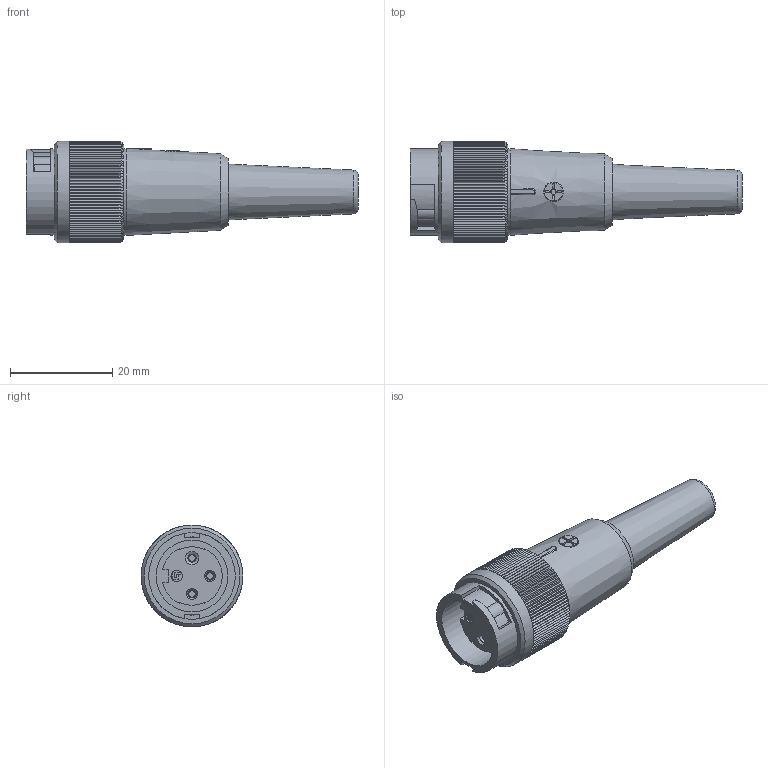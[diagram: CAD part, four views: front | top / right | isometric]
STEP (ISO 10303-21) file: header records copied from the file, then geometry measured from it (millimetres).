
FILE_DESCRIPTION(/* description */ (''),/* implementation_level */ '2;1');
FILE_NAME(/* name */ '99-0606-00-03_bg.stp',/* time_stamp */ '2010-08-02T11:33:43+02:00',/* author */ (''),/* organization */ (''),/* preprocessor_version */ 'ST-DEVELOPER v11',/* originating_system */ 'UGS - NX 5.0',/* authorisation */ '');
FILE_SCHEMA (('CONFIG_CONTROL_DESIGN'));
Length unit declared in the file: millimetre
Products named in the file (1): kborE6FFijgo
Bounding box: 65 x 19.9 x 19.9 mm (x, y, z)
Volume: 10236.4 mm3; surface area: 4610.4 mm2
Topology: 1 solids, 1 shells, 501 faces, 1407 edges, 933 vertices
Faces by surface type: plane 413, cylinder 51, cone 20, torus 17
Full cylindrical faces by diameter (mm): 1 x1, 1.6 x3, 2.25 x1, 14.05 x1, 16.95 x1, 17 x1, 19.9 x1
Entity records: 16727 total; most frequent: CARTESIAN_POINT 4105, ORIENTED_EDGE 2766, DIRECTION 2416, EDGE_CURVE 1383, VERTEX_POINT 928, AXIS2_PLACEMENT_3D 852, LINE 712, VECTOR 712
